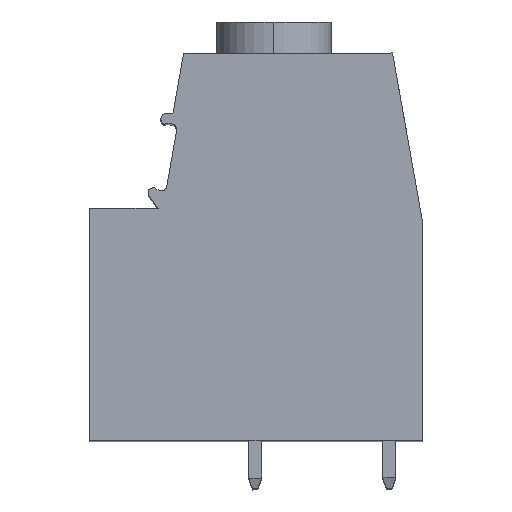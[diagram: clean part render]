
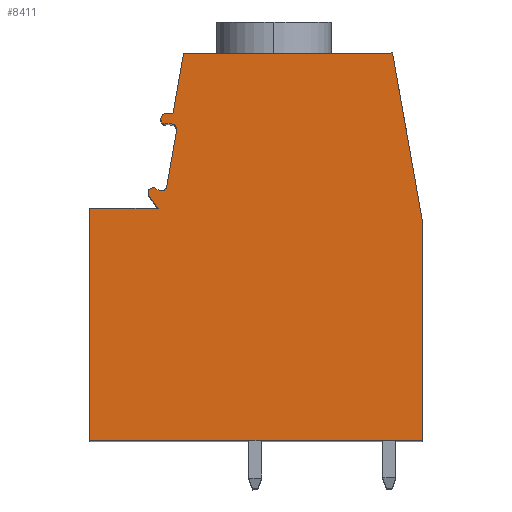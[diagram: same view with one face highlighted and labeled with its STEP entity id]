
A CAD part, top view. The second image highlights one B-rep face of the part: STEP entity #8411.
In plain terms, the highlighted planar face has unit normal (0, 0, 1).
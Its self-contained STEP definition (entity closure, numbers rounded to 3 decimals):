
#2318=DIRECTION('',(-1.,0.,0.));
#2319=VECTOR('',#2318,0.6);
#2320=CARTESIAN_POINT('',(-9.708,14.795,67.5));
#2321=LINE('',#2320,#2319);
#2322=DIRECTION('',(-0.174,-0.985,0.));
#2323=VECTOR('',#2322,5.687);
#2324=CARTESIAN_POINT('',(-8.72,20.396,67.5));
#2325=LINE('',#2324,#2323);
#2326=DIRECTION('',(-1.,-0.001,0.));
#2327=VECTOR('',#2326,19.48);
#2328=CARTESIAN_POINT('',(10.76,20.41,67.5));
#2329=LINE('',#2328,#2327);
#2330=DIRECTION('',(-0.174,0.985,0.));
#2331=VECTOR('',#2330,15.891);
#2332=CARTESIAN_POINT('',(13.53,4.762,67.5));
#2333=LINE('',#2332,#2331);
#2334=DIRECTION('',(0.,1.,0.));
#2335=VECTOR('',#2334,20.45);
#2336=CARTESIAN_POINT('',(13.53,-15.688,67.5));
#2337=LINE('',#2336,#2335);
#2338=DIRECTION('',(1.,0.001,0.));
#2339=VECTOR('',#2338,31.);
#2340=CARTESIAN_POINT('',(-17.47,-15.71,67.5));
#2341=LINE('',#2340,#2339);
#2342=DIRECTION('',(0.,-1.,0.));
#2343=VECTOR('',#2342,21.65);
#2344=CARTESIAN_POINT('',(-17.47,5.94,67.5));
#2345=LINE('',#2344,#2343);
#2346=DIRECTION('',(-1.,0.,0.));
#2347=VECTOR('',#2346,6.38);
#2348=CARTESIAN_POINT('',(-11.09,5.94,67.5));
#2349=LINE('',#2348,#2347);
#2350=DIRECTION('',(0.577,-0.817,0.));
#2351=VECTOR('',#2350,1.51);
#2352=CARTESIAN_POINT('',(-11.961,7.174,67.5));
#2353=LINE('',#2352,#2351);
#2354=CARTESIAN_POINT('',(-11.634,7.404,67.5));
#2355=DIRECTION('',(0.,0.,1.));
#2356=DIRECTION('',(-0.536,0.844,0.));
#2357=AXIS2_PLACEMENT_3D('',#2354,#2355,#2356);
#2359=DIRECTION('',(-0.844,-0.536,0.));
#2360=VECTOR('',#2359,0.245);
#2361=CARTESIAN_POINT('',(-11.642,7.873,67.5));
#2362=LINE('',#2361,#2360);
#2363=CARTESIAN_POINT('',(-11.535,7.704,67.5));
#2364=DIRECTION('',(0.,0.,1.));
#2365=DIRECTION('',(0.56,0.829,0.));
#2366=AXIS2_PLACEMENT_3D('',#2363,#2364,#2365);
#2368=DIRECTION('',(-0.829,0.56,0.));
#2369=VECTOR('',#2368,0.514);
#2370=CARTESIAN_POINT('',(-10.997,7.583,67.5));
#2371=LINE('',#2370,#2369);
#2372=DIRECTION('',(-0.989,0.148,0.));
#2373=VECTOR('',#2372,0.14);
#2374=CARTESIAN_POINT('',(-10.859,7.562,67.5));
#2375=LINE('',#2374,#2373);
#2376=CARTESIAN_POINT('',(-10.785,8.056,67.5));
#2377=DIRECTION('',(0.,0.,-1.));
#2378=DIRECTION('',(0.985,-0.174,0.));
#2379=AXIS2_PLACEMENT_3D('',#2376,#2377,#2378);
#2381=DIRECTION('',(-0.174,-0.985,0.));
#2382=VECTOR('',#2381,5.32);
#2383=CARTESIAN_POINT('',(-9.368,13.209,67.5));
#2384=LINE('',#2383,#2382);
#2385=CARTESIAN_POINT('',(-9.861,13.295,67.5));
#2386=DIRECTION('',(0.,0.,-1.));
#2387=DIRECTION('',(0.182,0.983,0.));
#2388=AXIS2_PLACEMENT_3D('',#2385,#2386,#2387);
#2390=DIRECTION('',(0.983,-0.182,0.));
#2391=VECTOR('',#2390,0.412);
#2392=CARTESIAN_POINT('',(-10.175,13.862,67.5));
#2393=LINE('',#2392,#2391);
#2394=DIRECTION('',(0.97,0.243,0.));
#2395=VECTOR('',#2394,0.292);
#2396=CARTESIAN_POINT('',(-10.458,13.791,67.5));
#2397=LINE('',#2396,#2395);
#2398=CARTESIAN_POINT('',(-10.506,13.985,67.5));
#2399=DIRECTION('',(0.,0.,1.));
#2400=DIRECTION('',(-0.792,-0.61,0.));
#2401=AXIS2_PLACEMENT_3D('',#2398,#2399,#2400);
#2403=DIRECTION('',(0.61,-0.792,0.));
#2404=VECTOR('',#2403,0.188);
#2405=CARTESIAN_POINT('',(-10.78,14.012,67.5));
#2406=LINE('',#2405,#2404);
#2407=CARTESIAN_POINT('',(-10.542,14.195,67.5));
#2408=DIRECTION('',(0.,0.,1.));
#2409=DIRECTION('',(-0.966,0.259,0.));
#2410=AXIS2_PLACEMENT_3D('',#2407,#2408,#2409);
#2412=DIRECTION('',(-0.259,-0.966,0.));
#2413=VECTOR('',#2412,0.157);
#2414=CARTESIAN_POINT('',(-10.791,14.425,67.5));
#2415=LINE('',#2414,#2413);
#2416=CARTESIAN_POINT('',(-10.308,14.295,67.5));
#2417=DIRECTION('',(0.,0.,1.));
#2418=DIRECTION('',(0.,1.,0.));
#2419=AXIS2_PLACEMENT_3D('',#2416,#2417,#2418);
#4183=CARTESIAN_POINT('',(-9.708,14.795,67.5));
#4184=CARTESIAN_POINT('',(-10.308,14.795,67.5));
#4185=VERTEX_POINT('',#4183);
#4186=VERTEX_POINT('',#4184);
#4187=CARTESIAN_POINT('',(-10.791,14.425,67.5));
#4188=VERTEX_POINT('',#4187);
#4189=CARTESIAN_POINT('',(-10.832,14.273,67.5));
#4190=VERTEX_POINT('',#4189);
#4191=CARTESIAN_POINT('',(-10.78,14.012,67.5));
#4192=VERTEX_POINT('',#4191);
#4193=CARTESIAN_POINT('',(-10.665,13.863,67.5));
#4194=VERTEX_POINT('',#4193);
#4195=CARTESIAN_POINT('',(-10.458,13.791,67.5));
#4196=VERTEX_POINT('',#4195);
#4197=CARTESIAN_POINT('',(-10.175,13.862,67.5));
#4198=VERTEX_POINT('',#4197);
#4199=CARTESIAN_POINT('',(-9.77,13.787,67.5));
#4200=VERTEX_POINT('',#4199);
#4201=CARTESIAN_POINT('',(-9.368,13.209,67.5));
#4202=VERTEX_POINT('',#4201);
#4203=CARTESIAN_POINT('',(-10.292,7.969,67.5));
#4204=VERTEX_POINT('',#4203);
#4205=CARTESIAN_POINT('',(-10.859,7.562,67.5));
#4206=VERTEX_POINT('',#4205);
#4207=CARTESIAN_POINT('',(-10.997,7.583,67.5));
#4208=VERTEX_POINT('',#4207);
#4209=CARTESIAN_POINT('',(-11.423,7.87,67.5));
#4210=VERTEX_POINT('',#4209);
#4211=CARTESIAN_POINT('',(-11.642,7.873,67.5));
#4212=VERTEX_POINT('',#4211);
#4213=CARTESIAN_POINT('',(-11.848,7.742,67.5));
#4214=VERTEX_POINT('',#4213);
#4215=CARTESIAN_POINT('',(-11.961,7.174,67.5));
#4216=VERTEX_POINT('',#4215);
#4217=CARTESIAN_POINT('',(-11.09,5.94,67.5));
#4218=VERTEX_POINT('',#4217);
#4219=CARTESIAN_POINT('',(-17.47,5.94,67.5));
#4220=VERTEX_POINT('',#4219);
#4221=CARTESIAN_POINT('',(-17.47,-15.71,67.5));
#4222=VERTEX_POINT('',#4221);
#4223=CARTESIAN_POINT('',(13.53,-15.688,67.5));
#4224=VERTEX_POINT('',#4223);
#4225=CARTESIAN_POINT('',(13.53,4.762,67.5));
#4226=VERTEX_POINT('',#4225);
#4227=CARTESIAN_POINT('',(10.76,20.41,67.5));
#4228=VERTEX_POINT('',#4227);
#4229=CARTESIAN_POINT('',(-8.72,20.396,67.5));
#4230=VERTEX_POINT('',#4229);
#8380=CARTESIAN_POINT('',(0.,0.,67.5));
#8381=DIRECTION('',(0.,0.,1.));
#8382=DIRECTION('',(1.,0.,0.));
#8383=AXIS2_PLACEMENT_3D('',#8380,#8381,#8382);
#8384=PLANE('',#8383);
#8385=ORIENTED_EDGE('',*,*,#5455,.F.);
#8386=ORIENTED_EDGE('',*,*,#5470,.F.);
#8387=ORIENTED_EDGE('',*,*,#5485,.F.);
#8388=ORIENTED_EDGE('',*,*,#7392,.F.);
#8389=ORIENTED_EDGE('',*,*,#7468,.F.);
#8390=ORIENTED_EDGE('',*,*,#7873,.F.);
#8391=ORIENTED_EDGE('',*,*,#8087,.F.);
#8392=ORIENTED_EDGE('',*,*,#8151,.F.);
#8393=ORIENTED_EDGE('',*,*,#8165,.F.);
#8394=ORIENTED_EDGE('',*,*,#8179,.F.);
#8395=ORIENTED_EDGE('',*,*,#8193,.F.);
#8396=ORIENTED_EDGE('',*,*,#8207,.F.);
#8397=ORIENTED_EDGE('',*,*,#8221,.F.);
#8398=ORIENTED_EDGE('',*,*,#8235,.F.);
#8399=ORIENTED_EDGE('',*,*,#8249,.F.);
#8400=ORIENTED_EDGE('',*,*,#8263,.F.);
#8401=ORIENTED_EDGE('',*,*,#8277,.F.);
#8402=ORIENTED_EDGE('',*,*,#8291,.F.);
#8403=ORIENTED_EDGE('',*,*,#8305,.F.);
#8404=ORIENTED_EDGE('',*,*,#8319,.F.);
#8405=ORIENTED_EDGE('',*,*,#8333,.F.);
#8406=ORIENTED_EDGE('',*,*,#8347,.F.);
#8407=ORIENTED_EDGE('',*,*,#8361,.F.);
#8408=ORIENTED_EDGE('',*,*,#8374,.F.);
#8409=EDGE_LOOP('',(#8385,#8386,#8387,#8388,#8389,#8390,#8391,#8392,#8393,#8394,
#8395,#8396,#8397,#8398,#8399,#8400,#8401,#8402,#8403,#8404,#8405,#8406,#8407,
#8408));
#8410=FACE_OUTER_BOUND('',#8409,.F.);
#2358=CIRCLE('',#2357,0.4);
#2367=CIRCLE('',#2366,0.2);
#2380=CIRCLE('',#2379,0.5);
#2389=CIRCLE('',#2388,0.5);
#2402=CIRCLE('',#2401,0.2);
#2411=CIRCLE('',#2410,0.3);
#2420=CIRCLE('',#2419,0.5);
#5455=EDGE_CURVE('',#4185,#4186,#2321,.T.);
#5470=EDGE_CURVE('',#4230,#4185,#2325,.T.);
#5485=EDGE_CURVE('',#4228,#4230,#2329,.T.);
#7392=EDGE_CURVE('',#4226,#4228,#2333,.T.);
#7468=EDGE_CURVE('',#4224,#4226,#2337,.T.);
#7873=EDGE_CURVE('',#4222,#4224,#2341,.T.);
#8087=EDGE_CURVE('',#4220,#4222,#2345,.T.);
#8151=EDGE_CURVE('',#4218,#4220,#2349,.T.);
#8165=EDGE_CURVE('',#4216,#4218,#2353,.T.);
#8179=EDGE_CURVE('',#4214,#4216,#2358,.T.);
#8193=EDGE_CURVE('',#4212,#4214,#2362,.T.);
#8207=EDGE_CURVE('',#4210,#4212,#2367,.T.);
#8221=EDGE_CURVE('',#4208,#4210,#2371,.T.);
#8235=EDGE_CURVE('',#4206,#4208,#2375,.T.);
#8249=EDGE_CURVE('',#4204,#4206,#2380,.T.);
#8263=EDGE_CURVE('',#4202,#4204,#2384,.T.);
#8277=EDGE_CURVE('',#4200,#4202,#2389,.T.);
#8291=EDGE_CURVE('',#4198,#4200,#2393,.T.);
#8305=EDGE_CURVE('',#4196,#4198,#2397,.T.);
#8319=EDGE_CURVE('',#4194,#4196,#2402,.T.);
#8333=EDGE_CURVE('',#4192,#4194,#2406,.T.);
#8347=EDGE_CURVE('',#4190,#4192,#2411,.T.);
#8361=EDGE_CURVE('',#4188,#4190,#2415,.T.);
#8374=EDGE_CURVE('',#4186,#4188,#2420,.T.);
#8411=ADVANCED_FACE('',(#8410),#8384,.T.);
